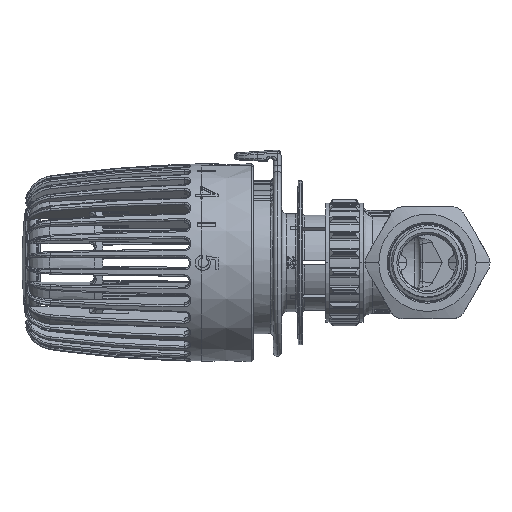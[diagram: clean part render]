
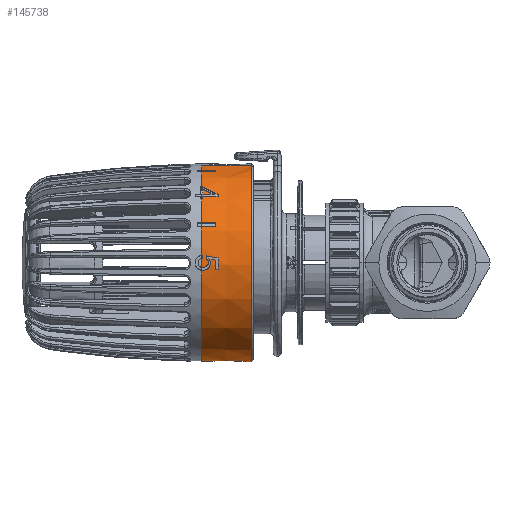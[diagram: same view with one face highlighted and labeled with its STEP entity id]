
A CAD part, left-side view. The second image highlights one B-rep face of the part: STEP entity #145738.
In plain terms, the highlighted conical face has half-angle 0.5 degrees and reference radius 26.442 mm.
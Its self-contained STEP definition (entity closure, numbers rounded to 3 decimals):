
#99099=CARTESIAN_POINT('',(0.,60.4,0.));
#99100=DIRECTION('',(0.,1.,0.));
#99101=DIRECTION('',(0.195,0.,-0.981));
#99102=AXIS2_PLACEMENT_3D('',#99099,#99100,#99101);
#99104=DIRECTION('',(0.002,-1.,-0.009));
#99105=VECTOR('',#99104,13.301);
#99106=CARTESIAN_POINT('',(5.147,60.4,-25.877));
#99107=LINE('',#99106,#99105);
#99108=DIRECTION('',(-0.002,-1.,0.009));
#99109=VECTOR('',#99108,13.301);
#99110=CARTESIAN_POINT('',(-5.147,60.4,25.877));
#99111=LINE('',#99110,#99109);
#99122=CARTESIAN_POINT('',(0.,47.1,0.));
#99123=DIRECTION('',(0.,1.,0.));
#99124=DIRECTION('',(0.195,0.,-0.981));
#99125=AXIS2_PLACEMENT_3D('',#99122,#99123,#99124);
#129149=CARTESIAN_POINT('',(5.147,60.4,-25.877));
#129150=CARTESIAN_POINT('',(5.17,47.1,-25.991));
#129151=VERTEX_POINT('',#129149);
#129152=VERTEX_POINT('',#129150);
#129153=CARTESIAN_POINT('',(-5.147,60.4,25.877));
#129154=CARTESIAN_POINT('',(-5.17,47.1,25.991));
#129155=VERTEX_POINT('',#129153);
#129156=VERTEX_POINT('',#129154);
#145724=CARTESIAN_POINT('',(0.,53.75,0.));
#145725=DIRECTION('',(0.,-1.,0.));
#145726=DIRECTION('',(0.195,0.,-0.981));
#145727=AXIS2_PLACEMENT_3D('',#145724,#145725,#145726);
#145728=CONICAL_SURFACE('',#145727,26.442,0.5);
#145730=ORIENTED_EDGE('',*,*,#145729,.F.);
#145731=ORIENTED_EDGE('',*,*,#145539,.T.);
#145733=ORIENTED_EDGE('',*,*,#145732,.T.);
#145735=ORIENTED_EDGE('',*,*,#145734,.F.);
#145736=EDGE_LOOP('',(#145730,#145731,#145733,#145735));
#145737=FACE_OUTER_BOUND('',#145736,.F.);
#145738=ADVANCED_FACE('',(#145737),#145728,.T.);
#99103=CIRCLE('',#99102,26.384);
#99126=CIRCLE('',#99125,26.5);
#145539=EDGE_CURVE('',#129151,#129155,#99103,.T.);
#145729=EDGE_CURVE('',#129151,#129152,#99107,.T.);
#145732=EDGE_CURVE('',#129155,#129156,#99111,.T.);
#145734=EDGE_CURVE('',#129152,#129156,#99126,.T.);
